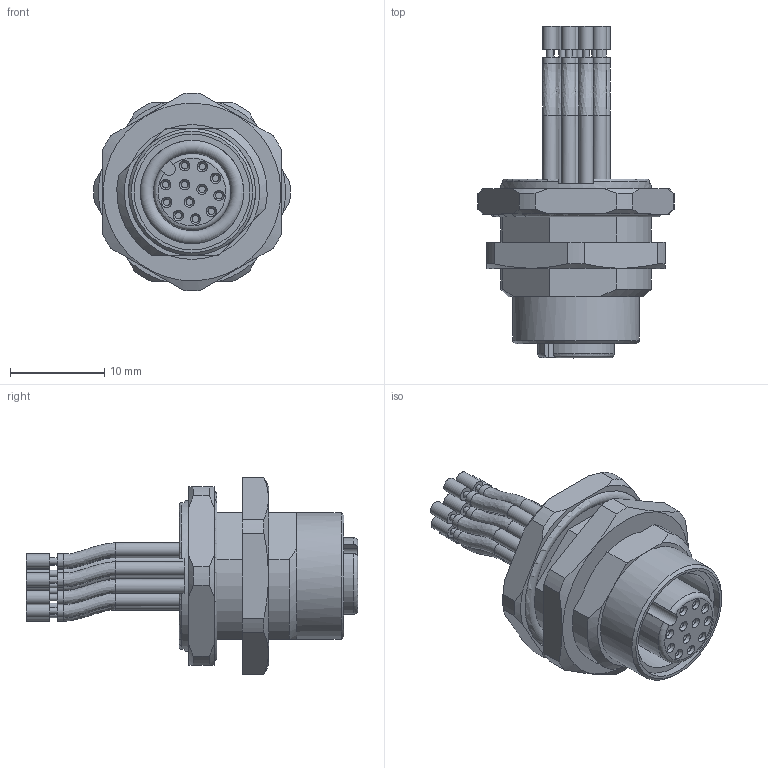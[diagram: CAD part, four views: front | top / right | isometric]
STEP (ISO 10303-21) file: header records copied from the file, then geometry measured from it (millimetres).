
FILE_DESCRIPTION(/* description */ (''),/* implementation_level */ '2;1');
FILE_NAME(/* name */ 'AL-FHM12KUA12-m_M16.stp',/* time_stamp */ '2016-11-17T09:21:53+01:00',/* author */ (''),/* organization */ (''),/* preprocessor_version */ 'ST-DEVELOPER v16',/* originating_system */ 'SIEMENS PLM Software NX 10.0',/* authorisation */ '');
FILE_SCHEMA (('AUTOMOTIVE_DESIGN { 1 0 10303 214 3 1 1 1 }'));
Length unit declared in the file: millimetre
Products named in the file (1): AL-FHM12KUA12-m_M16
Bounding box: 20.89 x 35.3 x 20.99 mm (x, y, z)
Volume: 3684.4 mm3; surface area: 3357.5 mm2
Topology: 1 solids, 1 shells, 237 faces, 571 edges, 382 vertices
Faces by surface type: plane 93, cylinder 90, cone 31, bspline 12, torus 11
Full cylindrical faces by diameter (mm): 0.7 x24, 1.5 x36, 11 x1, 12.3 x1, 13.5 x1, 16 x1
Entity records: 7012 total; most frequent: CARTESIAN_POINT 2080, DIRECTION 1050, ORIENTED_EDGE 852, AXIS2_PLACEMENT_3D 460, EDGE_CURVE 426, EDGE_LOOP 384, VERTEX_POINT 330, FACE_BOUND 272
